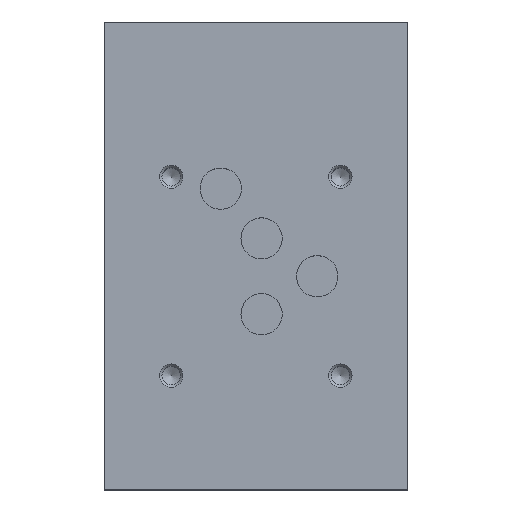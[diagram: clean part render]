
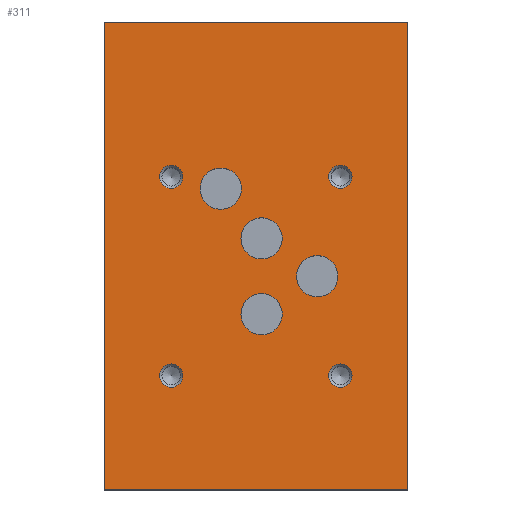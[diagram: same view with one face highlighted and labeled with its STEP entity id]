
A CAD part, top view. The second image highlights one B-rep face of the part: STEP entity #311.
In plain terms, the highlighted planar face has unit normal (0, 0, 1).
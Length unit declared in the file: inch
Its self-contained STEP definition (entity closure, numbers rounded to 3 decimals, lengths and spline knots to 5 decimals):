
#311 = ADVANCED_FACE( '', ( #852, #853, #854, #855, #856, #857, #858, #859, #860 ), #861, .F. );
#852 = FACE_BOUND( '', #1695, .T. );
#853 = FACE_BOUND( '', #1696, .T. );
#854 = FACE_BOUND( '', #1697, .T. );
#855 = FACE_BOUND( '', #1698, .T. );
#856 = FACE_BOUND( '', #1699, .T. );
#857 = FACE_BOUND( '', #1700, .T. );
#858 = FACE_BOUND( '', #1701, .T. );
#859 = FACE_BOUND( '', #1702, .T. );
#860 = FACE_OUTER_BOUND( '', #1703, .T. );
#861 = PLANE( '', #1704 );
#1695 = EDGE_LOOP( '', ( #2634 ) );
#1696 = EDGE_LOOP( '', ( #2635 ) );
#1697 = EDGE_LOOP( '', ( #2636 ) );
#1698 = EDGE_LOOP( '', ( #2637 ) );
#1699 = EDGE_LOOP( '', ( #2638 ) );
#1700 = EDGE_LOOP( '', ( #2639 ) );
#1701 = EDGE_LOOP( '', ( #2640 ) );
#1702 = EDGE_LOOP( '', ( #2641 ) );
#1703 = EDGE_LOOP( '', ( #2642, #2643, #2644, #2645 ) );
#1704 = AXIS2_PLACEMENT_3D( '', #2646, #2647, #2648 );
#2634 = ORIENTED_EDGE( '', *, *, #4651, .F. );
#2635 = ORIENTED_EDGE( '', *, *, #4652, .F. );
#2636 = ORIENTED_EDGE( '', *, *, #4653, .F. );
#2637 = ORIENTED_EDGE( '', *, *, #4654, .F. );
#2638 = ORIENTED_EDGE( '', *, *, #4655, .F. );
#2639 = ORIENTED_EDGE( '', *, *, #4656, .F. );
#2640 = ORIENTED_EDGE( '', *, *, #4657, .F. );
#2641 = ORIENTED_EDGE( '', *, *, #4550, .F. );
#2642 = ORIENTED_EDGE( '', *, *, #4658, .T. );
#2643 = ORIENTED_EDGE( '', *, *, #4659, .F. );
#2644 = ORIENTED_EDGE( '', *, *, #4606, .F. );
#2645 = ORIENTED_EDGE( '', *, *, #4660, .T. );
#2646 = CARTESIAN_POINT( '', ( 3.25, 5., 4. ) );
#2647 = DIRECTION( '', ( 0., 0., -1. ) );
#2648 = DIRECTION( '', ( -1., 0., 0. ) );
#4550 = EDGE_CURVE( '', #5353, #5353, #5354, .T. );
#4606 = EDGE_CURVE( '', #5455, #5457, #5458, .T. );
#4651 = EDGE_CURVE( '', #5532, #5532, #5533, .T. );
#4652 = EDGE_CURVE( '', #5534, #5534, #5535, .T. );
#4653 = EDGE_CURVE( '', #5536, #5536, #5537, .T. );
#4654 = EDGE_CURVE( '', #5538, #5538, #5539, .T. );
#4655 = EDGE_CURVE( '', #5540, #5540, #5541, .T. );
#4656 = EDGE_CURVE( '', #5542, #5542, #5543, .T. );
#4657 = EDGE_CURVE( '', #5544, #5544, #5545, .T. );
#4658 = EDGE_CURVE( '', #5546, #5547, #5548, .T. );
#4659 = EDGE_CURVE( '', #5457, #5547, #5549, .T. );
#4660 = EDGE_CURVE( '', #5455, #5546, #5550, .T. );
#5353 = VERTEX_POINT( '', #6528 );
#5354 = CIRCLE( '', #6529, 0.2205 );
#5455 = VERTEX_POINT( '', #6666 );
#5457 = VERTEX_POINT( '', #6669 );
#5458 = LINE( '', #6670, #6671 );
#5532 = VERTEX_POINT( '', #6768 );
#5533 = CIRCLE( '', #6769, 0.125 );
#5534 = VERTEX_POINT( '', #6770 );
#5535 = CIRCLE( '', #6771, 0.125 );
#5536 = VERTEX_POINT( '', #6772 );
#5537 = CIRCLE( '', #6773, 0.125 );
#5538 = VERTEX_POINT( '', #6774 );
#5539 = CIRCLE( '', #6775, 0.125 );
#5540 = VERTEX_POINT( '', #6776 );
#5541 = CIRCLE( '', #6777, 0.2205 );
#5542 = VERTEX_POINT( '', #6778 );
#5543 = CIRCLE( '', #6779, 0.2205 );
#5544 = VERTEX_POINT( '', #6780 );
#5545 = CIRCLE( '', #6781, 0.2205 );
#5546 = VERTEX_POINT( '', #6782 );
#5547 = VERTEX_POINT( '', #6783 );
#5548 = LINE( '', #6784, #6785 );
#5549 = LINE( '', #6786, #6787 );
#5550 = LINE( '', #6788, #6789 );
#6528 = CARTESIAN_POINT( '', ( 2.5005, 2.28, 4. ) );
#6529 = AXIS2_PLACEMENT_3D( '', #8092, #8093, #8094 );
#6666 = CARTESIAN_POINT( '', ( 3.25, 5., 4. ) );
#6669 = CARTESIAN_POINT( '', ( 3.25, 0., 4. ) );
#6670 = CARTESIAN_POINT( '', ( 3.25, 5., 4. ) );
#6671 = VECTOR( '', #8162, 39.37008 );
#6768 = CARTESIAN_POINT( '', ( 0.842, 3.343, 4. ) );
#6769 = AXIS2_PLACEMENT_3D( '', #8216, #8217, #8218 );
#6770 = CARTESIAN_POINT( '', ( 0.842, 1.217, 4. ) );
#6771 = AXIS2_PLACEMENT_3D( '', #8219, #8220, #8221 );
#6772 = CARTESIAN_POINT( '', ( 2.653, 1.217, 4. ) );
#6773 = AXIS2_PLACEMENT_3D( '', #8222, #8223, #8224 );
#6774 = CARTESIAN_POINT( '', ( 2.653, 3.343, 4. ) );
#6775 = AXIS2_PLACEMENT_3D( '', #8225, #8226, #8227 );
#6776 = CARTESIAN_POINT( '', ( 1.9055, 1.874, 4. ) );
#6777 = AXIS2_PLACEMENT_3D( '', #8228, #8229, #8230 );
#6778 = CARTESIAN_POINT( '', ( 1.9055, 2.685, 4. ) );
#6779 = AXIS2_PLACEMENT_3D( '', #8231, #8232, #8233 );
#6780 = CARTESIAN_POINT( '', ( 1.4685, 3.217, 4. ) );
#6781 = AXIS2_PLACEMENT_3D( '', #8234, #8235, #8236 );
#6782 = CARTESIAN_POINT( '', ( 0., 5., 4. ) );
#6783 = CARTESIAN_POINT( '', ( 0., 0., 4. ) );
#6784 = CARTESIAN_POINT( '', ( 0., 5., 4. ) );
#6785 = VECTOR( '', #8237, 39.37008 );
#6786 = CARTESIAN_POINT( '', ( 3.25, 0., 4. ) );
#6787 = VECTOR( '', #8238, 39.37008 );
#6788 = CARTESIAN_POINT( '', ( 3.25, 5., 4. ) );
#6789 = VECTOR( '', #8239, 39.37008 );
#8092 = CARTESIAN_POINT( '', ( 2.28, 2.28, 4. ) );
#8093 = DIRECTION( '', ( 0., 0., 1. ) );
#8094 = DIRECTION( '', ( 1., 0., 0. ) );
#8162 = DIRECTION( '', ( 0., -1., 0. ) );
#8216 = CARTESIAN_POINT( '', ( 0.717, 3.343, 4. ) );
#8217 = DIRECTION( '', ( 0., 0., 1. ) );
#8218 = DIRECTION( '', ( 1., 0., 0. ) );
#8219 = CARTESIAN_POINT( '', ( 0.717, 1.217, 4. ) );
#8220 = DIRECTION( '', ( 0., 0., 1. ) );
#8221 = DIRECTION( '', ( 1., 0., 0. ) );
#8222 = CARTESIAN_POINT( '', ( 2.528, 1.217, 4. ) );
#8223 = DIRECTION( '', ( 0., 0., 1. ) );
#8224 = DIRECTION( '', ( 1., 0., 0. ) );
#8225 = CARTESIAN_POINT( '', ( 2.528, 3.343, 4. ) );
#8226 = DIRECTION( '', ( 0., 0., 1. ) );
#8227 = DIRECTION( '', ( 1., 0., 0. ) );
#8228 = CARTESIAN_POINT( '', ( 1.685, 1.874, 4. ) );
#8229 = DIRECTION( '', ( 0., 0., 1. ) );
#8230 = DIRECTION( '', ( 1., 0., 0. ) );
#8231 = CARTESIAN_POINT( '', ( 1.685, 2.685, 4. ) );
#8232 = DIRECTION( '', ( 0., 0., 1. ) );
#8233 = DIRECTION( '', ( 1., 0., 0. ) );
#8234 = CARTESIAN_POINT( '', ( 1.248, 3.217, 4. ) );
#8235 = DIRECTION( '', ( 0., 0., 1. ) );
#8236 = DIRECTION( '', ( 1., 0., 0. ) );
#8237 = DIRECTION( '', ( 0., -1., 0. ) );
#8238 = DIRECTION( '', ( -1., 0., 0. ) );
#8239 = DIRECTION( '', ( -1., 0., 0. ) );
